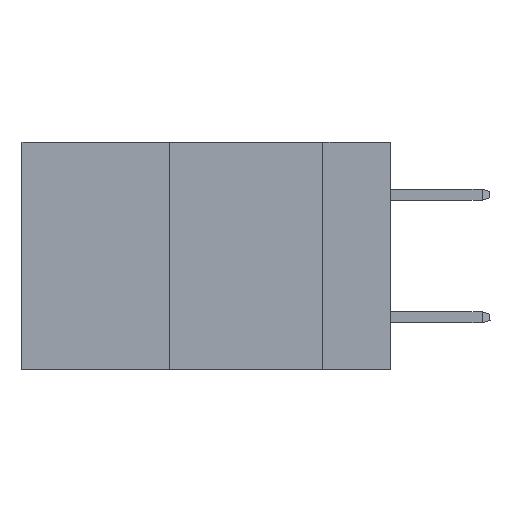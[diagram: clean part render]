
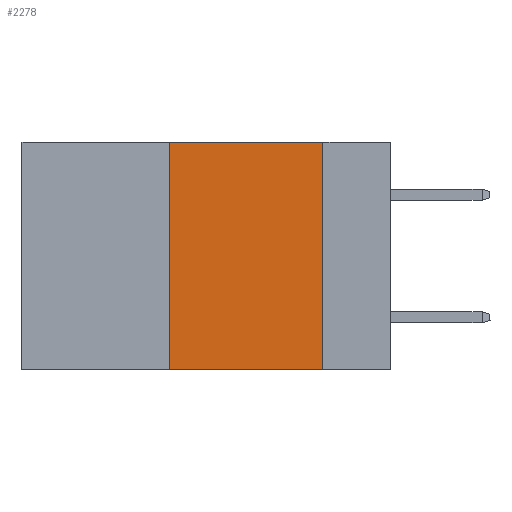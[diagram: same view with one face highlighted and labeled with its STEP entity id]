
A CAD part, left-side view. The second image highlights one B-rep face of the part: STEP entity #2278.
In plain terms, the highlighted planar face has unit normal (-1, 0, 0).
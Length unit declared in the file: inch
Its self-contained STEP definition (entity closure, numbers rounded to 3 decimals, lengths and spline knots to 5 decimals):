
#290 = ORIENTED_EDGE ( 'NONE', *, *, #14911, .F. ) ;
#552 = CARTESIAN_POINT ( 'NONE',  ( 0., 0.36, 0. ) ) ;
#1249 = FACE_OUTER_BOUND ( 'NONE', #11755, .T. ) ;
#1777 = VERTEX_POINT ( 'NONE', #30490 ) ;
#2278 = ADVANCED_FACE ( 'NONE', ( #1249 ), #27503, .F. ) ;
#4568 = VERTEX_POINT ( 'NONE', #30263 ) ;
#4576 = EDGE_CURVE ( 'NONE', #12207, #1777, #24075, .T. ) ;
#5002 = DIRECTION ( 'NONE',  ( 0., 0., -1. ) ) ;
#8219 = CARTESIAN_POINT ( 'NONE',  ( 0., 0.6, 0. ) ) ;
#9116 = VECTOR ( 'NONE', #18476, 39.37008 ) ;
#10212 = ORIENTED_EDGE ( 'NONE', *, *, #12303, .F. ) ;
#11755 = EDGE_LOOP ( 'NONE', ( #290, #25589, #10212, #18279 ) ) ;
#12207 = VERTEX_POINT ( 'NONE', #26190 ) ;
#12303 = EDGE_CURVE ( 'NONE', #12207, #4568, #14731, .T. ) ;
#13577 = DIRECTION ( 'NONE',  ( 0., 0., -1. ) ) ;
#14731 = LINE ( 'NONE', #552, #9116 ) ;
#14911 = EDGE_CURVE ( 'NONE', #28534, #1777, #22236, .T. ) ;
#16842 = VECTOR ( 'NONE', #30626, 39.37008 ) ;
#17384 = VECTOR ( 'NONE', #13577, 39.37008 ) ;
#17414 = CARTESIAN_POINT ( 'NONE',  ( 0., 0.6, 0. ) ) ;
#18279 = ORIENTED_EDGE ( 'NONE', *, *, #4576, .T. ) ;
#18476 = DIRECTION ( 'NONE',  ( 0., 0., 1. ) ) ;
#22236 = LINE ( 'NONE', #26939, #17384 ) ;
#23051 = DIRECTION ( 'NONE',  ( 1., 0., 0. ) ) ;
#24031 = VECTOR ( 'NONE', #26149, 39.37008 ) ;
#24075 = LINE ( 'NONE', #28160, #16842 ) ;
#24316 = EDGE_CURVE ( 'NONE', #4568, #28534, #30853, .T. ) ;
#25589 = ORIENTED_EDGE ( 'NONE', *, *, #24316, .F. ) ;
#26149 = DIRECTION ( 'NONE',  ( 0., -1., 0. ) ) ;
#26190 = CARTESIAN_POINT ( 'NONE',  ( 0., 0.36, -0.37 ) ) ;
#26939 = CARTESIAN_POINT ( 'NONE',  ( 0., 0.11, 0. ) ) ;
#27503 = PLANE ( 'NONE',  #27737 ) ;
#27737 = AXIS2_PLACEMENT_3D ( 'NONE', #17414, #23051, #5002 ) ;
#28160 = CARTESIAN_POINT ( 'NONE',  ( 0., 0.6, -0.37 ) ) ;
#28534 = VERTEX_POINT ( 'NONE', #32035 ) ;
#30263 = CARTESIAN_POINT ( 'NONE',  ( 0., 0.36, 0. ) ) ;
#30490 = CARTESIAN_POINT ( 'NONE',  ( 0., 0.11, -0.37 ) ) ;
#30626 = DIRECTION ( 'NONE',  ( 0., -1., 0. ) ) ;
#30853 = LINE ( 'NONE', #8219, #24031 ) ;
#32035 = CARTESIAN_POINT ( 'NONE',  ( 0., 0.11, 0. ) ) ;
